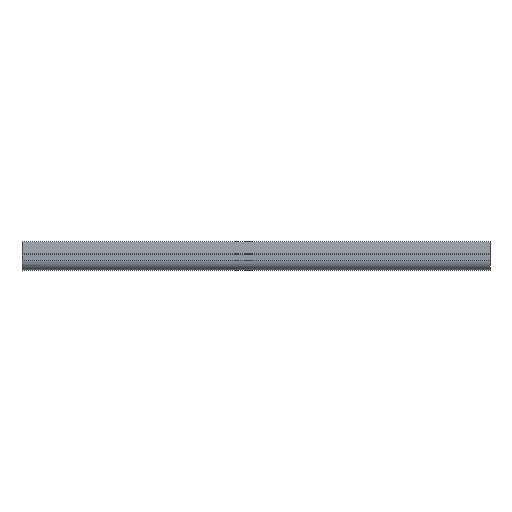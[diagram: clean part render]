
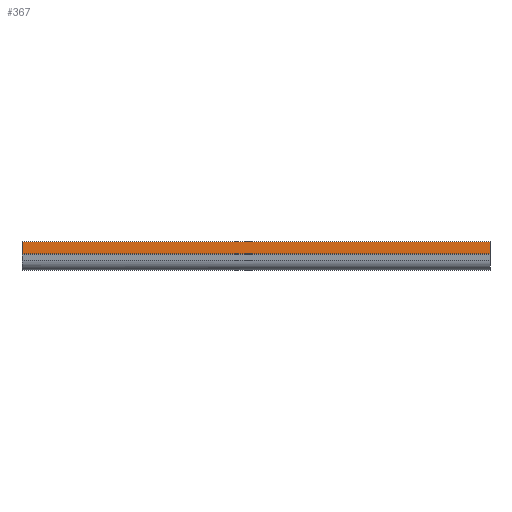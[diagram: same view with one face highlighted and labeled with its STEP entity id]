
A CAD part, top view. The second image highlights one B-rep face of the part: STEP entity #367.
In plain terms, the highlighted planar face has unit normal (0, 0, 1).
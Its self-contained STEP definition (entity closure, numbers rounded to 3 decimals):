
#45=FACE_OUTER_BOUND('',#64,.T.);
#64=EDGE_LOOP('',(#334,#335,#336,#337));
#89=LINE('',#974,#124);
#102=LINE('',#1436,#137);
#104=LINE('',#1440,#139);
#115=LINE('',#1697,#150);
#124=VECTOR('',#414,10.);
#137=VECTOR('',#435,10.);
#139=VECTOR('',#439,10.);
#150=VECTOR('',#462,10.);
#152=VERTEX_POINT('',#471);
#167=VERTEX_POINT('',#972);
#177=VERTEX_POINT('',#1435);
#178=VERTEX_POINT('',#1439);
#201=EDGE_CURVE('',#152,#167,#89,.T.);
#219=EDGE_CURVE('',#152,#177,#102,.T.);
#221=EDGE_CURVE('',#178,#177,#104,.T.);
#235=EDGE_CURVE('',#167,#178,#115,.T.);
#334=ORIENTED_EDGE('',*,*,#201,.T.);
#335=ORIENTED_EDGE('',*,*,#235,.T.);
#336=ORIENTED_EDGE('',*,*,#221,.T.);
#337=ORIENTED_EDGE('',*,*,#219,.F.);
#348=PLANE('',#396);
#367=ADVANCED_FACE('',(#45),#348,.T.);
#396=AXIS2_PLACEMENT_3D('',#1698,#463,#464);
#414=DIRECTION('',(0.,1.,0.));
#435=DIRECTION('',(-1.,0.,0.));
#439=DIRECTION('',(0.,-1.,0.));
#462=DIRECTION('',(-1.,0.,0.));
#463=DIRECTION('center_axis',(0.,0.,1.));
#464=DIRECTION('ref_axis',(0.,1.,0.));
#471=CARTESIAN_POINT('',(-2.025,-15.5,2.));
#972=CARTESIAN_POINT('',(-2.025,0.,2.));
#974=CARTESIAN_POINT('',(-2.025,145.068,2.));
#1435=CARTESIAN_POINT('',(-597.975,-15.5,2.));
#1436=CARTESIAN_POINT('',(-2.,-15.5,2.));
#1439=CARTESIAN_POINT('',(-597.975,0.,2.));
#1440=CARTESIAN_POINT('',(-597.975,145.068,2.));
#1697=CARTESIAN_POINT('',(-2.,0.,2.));
#1698=CARTESIAN_POINT('Origin',(-2.,-15.5,2.));
